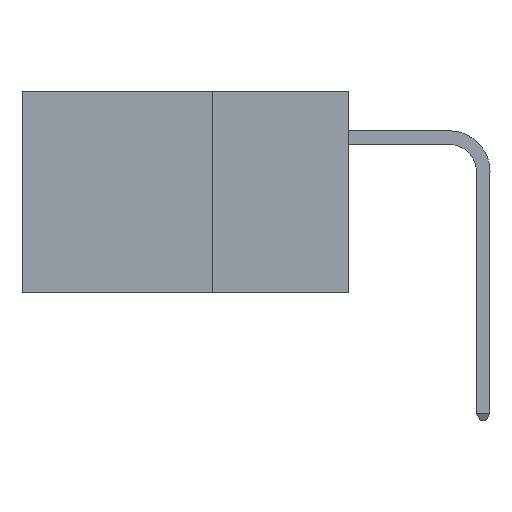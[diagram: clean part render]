
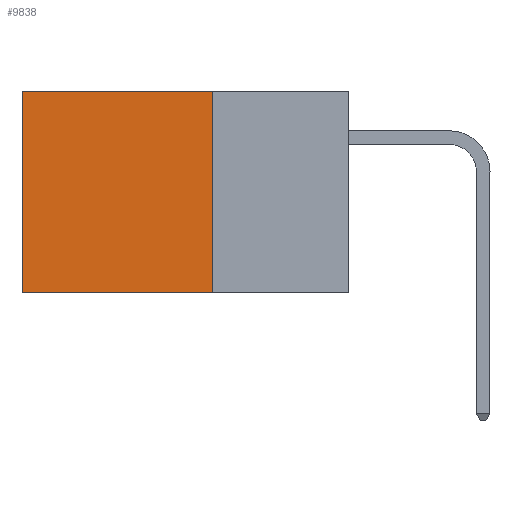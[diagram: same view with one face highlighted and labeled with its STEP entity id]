
A CAD part, left-side view. The second image highlights one B-rep face of the part: STEP entity #9838.
In plain terms, the highlighted planar face has unit normal (-1, 0, 0).
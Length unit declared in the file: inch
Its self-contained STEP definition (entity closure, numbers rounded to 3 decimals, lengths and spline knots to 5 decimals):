
#224 = CARTESIAN_POINT ( 'NONE',  ( 0.2875, 0.25, 0. ) ) ;
#1456 = DIRECTION ( 'NONE',  ( 0., 1., 0. ) ) ;
#2536 = EDGE_CURVE ( 'NONE', #20787, #10693, #21477, .T. ) ;
#2715 = VECTOR ( 'NONE', #6443, 39.37008 ) ;
#2797 = CARTESIAN_POINT ( 'NONE',  ( 0.2875, 0.25, 0. ) ) ;
#3314 = VECTOR ( 'NONE', #1456, 39.37008 ) ;
#4710 = DIRECTION ( 'NONE',  ( 0., 0., -1. ) ) ;
#4820 = EDGE_CURVE ( 'NONE', #19286, #15338, #22896, .T. ) ;
#6443 = DIRECTION ( 'NONE',  ( 0., 0., -1. ) ) ;
#6518 = ORIENTED_EDGE ( 'NONE', *, *, #2536, .F. ) ;
#7064 = DIRECTION ( 'NONE',  ( 1., 0., 0. ) ) ;
#7246 = ORIENTED_EDGE ( 'NONE', *, *, #4820, .T. ) ;
#7561 = LINE ( 'NONE', #13541, #20960 ) ;
#8287 = CARTESIAN_POINT ( 'NONE',  ( 0.2875, 0.6, -0.37 ) ) ;
#8991 = DIRECTION ( 'NONE',  ( 0., 0., -1. ) ) ;
#9239 = PLANE ( 'NONE',  #20834 ) ;
#9683 = EDGE_CURVE ( 'NONE', #20787, #19286, #22963, .T. ) ;
#9838 = ADVANCED_FACE ( 'NONE', ( #10149 ), #9239, .F. ) ;
#10149 = FACE_OUTER_BOUND ( 'NONE', #15357, .T. ) ;
#10693 = VERTEX_POINT ( 'NONE', #15939 ) ;
#11142 = ORIENTED_EDGE ( 'NONE', *, *, #9683, .T. ) ;
#13541 = CARTESIAN_POINT ( 'NONE',  ( 0.2875, 0.25, -0.37 ) ) ;
#13837 = ORIENTED_EDGE ( 'NONE', *, *, #15297, .F. ) ;
#15297 = EDGE_CURVE ( 'NONE', #10693, #15338, #7561, .T. ) ;
#15338 = VERTEX_POINT ( 'NONE', #8287 ) ;
#15357 = EDGE_LOOP ( 'NONE', ( #7246, #13837, #6518, #11142 ) ) ;
#15939 = CARTESIAN_POINT ( 'NONE',  ( 0.2875, 0.25, -0.37 ) ) ;
#16957 = CARTESIAN_POINT ( 'NONE',  ( 0.2875, 0.6, 0. ) ) ;
#17470 = VECTOR ( 'NONE', #4710, 39.37008 ) ;
#17974 = CARTESIAN_POINT ( 'NONE',  ( 0.2875, 0.25, 0. ) ) ;
#19135 = CARTESIAN_POINT ( 'NONE',  ( 0.2875, 0.6, 0. ) ) ;
#19286 = VERTEX_POINT ( 'NONE', #16957 ) ;
#19339 = CARTESIAN_POINT ( 'NONE',  ( 0.2875, 0.25, 0. ) ) ;
#20787 = VERTEX_POINT ( 'NONE', #17974 ) ;
#20834 = AXIS2_PLACEMENT_3D ( 'NONE', #224, #7064, #8991 ) ;
#20960 = VECTOR ( 'NONE', #21016, 39.37008 ) ;
#21016 = DIRECTION ( 'NONE',  ( 0., 1., 0. ) ) ;
#21477 = LINE ( 'NONE', #2797, #2715 ) ;
#22896 = LINE ( 'NONE', #19135, #17470 ) ;
#22963 = LINE ( 'NONE', #19339, #3314 ) ;
